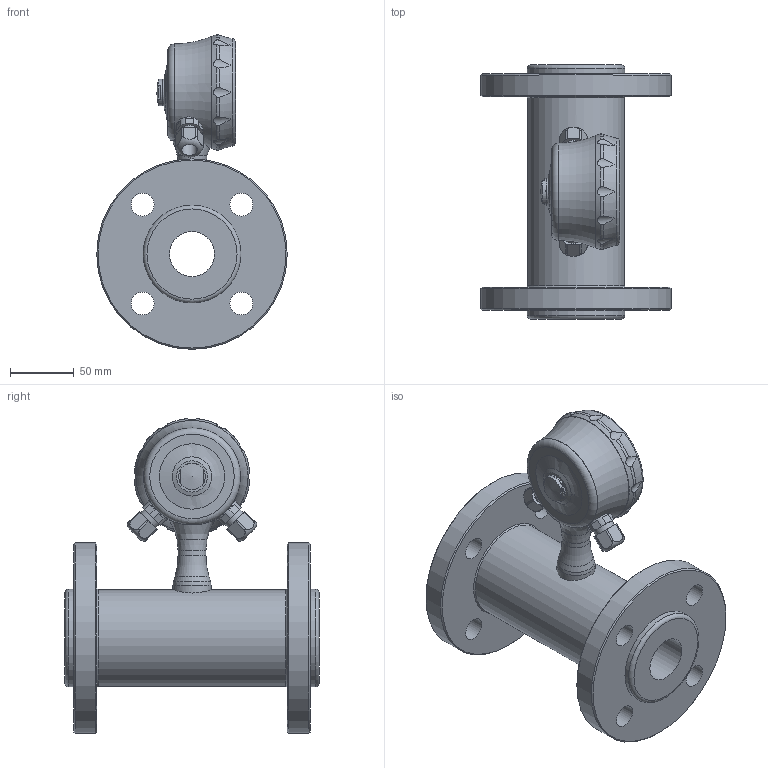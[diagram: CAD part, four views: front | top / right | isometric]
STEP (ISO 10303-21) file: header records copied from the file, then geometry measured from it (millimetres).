
FILE_DESCRIPTION( ( 'Unknown' ), '1' );
FILE_NAME( 'PF75S5xxxxxxx03x3HAxx3Ax00xx.stp', 'Unknown', ( 'Unknown' ), ( 'Unknown' ), 'PSStep 19.0.9', 'Unknown', ' ' );
FILE_SCHEMA( ( 'AUTOMOTIVE_DESIGN { 1 0 10303 214 1 1 1 1 }' ) );
Length unit declared in the file: millimetre
Products named in the file (1): Unterteil_PF75S_PN40_DN40
Bounding box: 150 x 200 x 247.77 mm (x, y, z)
Volume: 1464364.8 mm3; surface area: 183165.8 mm2
Topology: 1 solids, 16 shells, 511 faces, 1362 edges, 901 vertices
Faces by surface type: plane 256, cylinder 150, torus 39, cone 33, bspline 21, extrusion 4, revolution 4, sphere 4
Full cylindrical faces by diameter (mm): 3 x1, 3.459 x2, 12 x2, 16 x4, 16.691 x2, 18 x8, 20.8 x1, 21 x1, 22 x1, 23.5 x1, 30 x1, 35.5 x1, 76 x1, 77 x2, 81.2 x1, 83.7 x1, 88 x1, 150 x2
Entity records: 23073 total; most frequent: CARTESIAN_POINT 7017, ORIENTED_EDGE 2488, DIRECTION 2342, EDGE_CURVE 1244, AXIS2_PLACEMENT_3D 874, VERTEX_POINT 856, EDGE_LOOP 631, VECTOR 590
